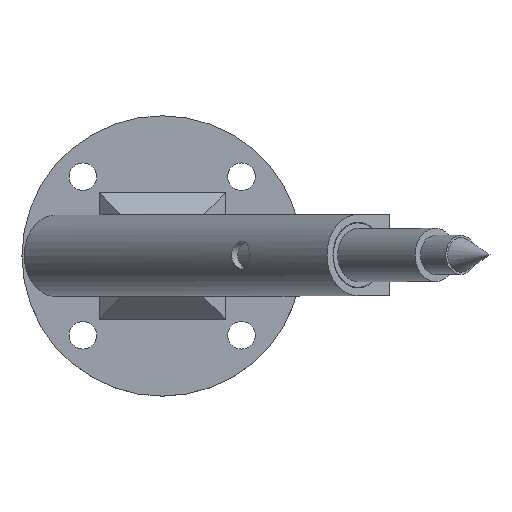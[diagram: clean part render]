
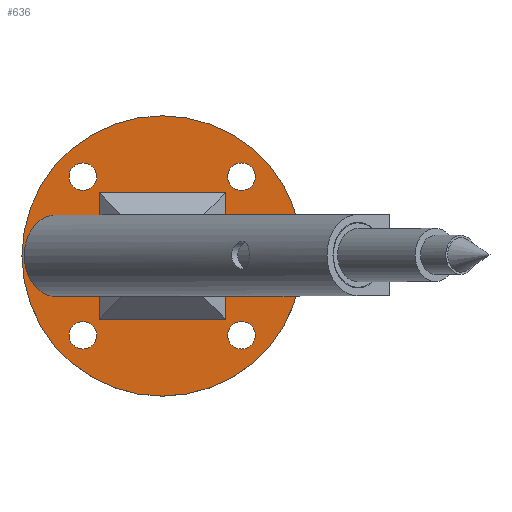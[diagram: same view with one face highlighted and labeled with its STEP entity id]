
A CAD part, top view. The second image highlights one B-rep face of the part: STEP entity #636.
In plain terms, the highlighted planar face has unit normal (0, 0, 1).
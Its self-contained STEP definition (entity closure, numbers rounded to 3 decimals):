
#29=FACE_BOUND('',#133,.T.);
#30=FACE_BOUND('',#134,.T.);
#31=FACE_BOUND('',#135,.T.);
#32=FACE_BOUND('',#136,.T.);
#33=FACE_BOUND('',#137,.T.);
#54=PLANE('',#712);
#93=FACE_OUTER_BOUND('',#132,.T.);
#132=EDGE_LOOP('',(#561,#562));
#133=EDGE_LOOP('',(#563));
#134=EDGE_LOOP('',(#564));
#135=EDGE_LOOP('',(#565));
#136=EDGE_LOOP('',(#566));
#137=EDGE_LOOP('',(#567,#568,#569,#570));
#173=CIRCLE('',#713,25.);
#174=CIRCLE('',#714,25.);
#175=CIRCLE('',#715,2.459);
#176=CIRCLE('',#716,2.459);
#177=CIRCLE('',#717,2.459);
#178=CIRCLE('',#718,2.459);
#218=LINE('',#1125,#261);
#220=LINE('',#1129,#263);
#222=LINE('',#1133,#265);
#224=LINE('',#1136,#267);
#261=VECTOR('',#855,10.);
#263=VECTOR('',#859,10.);
#265=VECTOR('',#863,10.);
#267=VECTOR('',#867,10.);
#321=VERTEX_POINT('',#1122);
#322=VERTEX_POINT('',#1124);
#323=VERTEX_POINT('',#1128);
#324=VERTEX_POINT('',#1132);
#325=VERTEX_POINT('',#1141);
#326=VERTEX_POINT('',#1142);
#327=VERTEX_POINT('',#1145);
#328=VERTEX_POINT('',#1147);
#329=VERTEX_POINT('',#1149);
#330=VERTEX_POINT('',#1151);
#401=EDGE_CURVE('',#321,#322,#218,.T.);
#403=EDGE_CURVE('',#323,#321,#220,.T.);
#405=EDGE_CURVE('',#324,#323,#222,.T.);
#407=EDGE_CURVE('',#322,#324,#224,.T.);
#410=EDGE_CURVE('',#325,#326,#173,.T.);
#411=EDGE_CURVE('',#326,#325,#174,.T.);
#412=EDGE_CURVE('',#327,#327,#175,.T.);
#413=EDGE_CURVE('',#328,#328,#176,.T.);
#414=EDGE_CURVE('',#329,#329,#177,.T.);
#415=EDGE_CURVE('',#330,#330,#178,.T.);
#561=ORIENTED_EDGE('',*,*,#410,.T.);
#562=ORIENTED_EDGE('',*,*,#411,.T.);
#563=ORIENTED_EDGE('',*,*,#412,.T.);
#564=ORIENTED_EDGE('',*,*,#413,.T.);
#565=ORIENTED_EDGE('',*,*,#414,.T.);
#566=ORIENTED_EDGE('',*,*,#415,.T.);
#567=ORIENTED_EDGE('',*,*,#401,.F.);
#568=ORIENTED_EDGE('',*,*,#403,.F.);
#569=ORIENTED_EDGE('',*,*,#405,.F.);
#570=ORIENTED_EDGE('',*,*,#407,.F.);
#636=ADVANCED_FACE('',(#93,#29,#30,#31,#32,#33),#54,.T.);
#712=AXIS2_PLACEMENT_3D('',#1140,#872,#873);
#713=AXIS2_PLACEMENT_3D('',#1143,#874,#875);
#714=AXIS2_PLACEMENT_3D('',#1144,#876,#877);
#715=AXIS2_PLACEMENT_3D('',#1146,#878,#879);
#716=AXIS2_PLACEMENT_3D('',#1148,#880,#881);
#717=AXIS2_PLACEMENT_3D('',#1150,#882,#883);
#718=AXIS2_PLACEMENT_3D('',#1152,#884,#885);
#855=DIRECTION('',(1.,0.,0.));
#859=DIRECTION('',(0.,-1.,0.));
#863=DIRECTION('',(-1.,0.,0.));
#867=DIRECTION('',(0.,1.,0.));
#872=DIRECTION('center_axis',(0.,0.,1.));
#873=DIRECTION('ref_axis',(1.,0.,0.));
#874=DIRECTION('center_axis',(0.,0.,1.));
#875=DIRECTION('ref_axis',(1.,0.,0.));
#876=DIRECTION('center_axis',(0.,0.,1.));
#877=DIRECTION('ref_axis',(1.,0.,0.));
#878=DIRECTION('center_axis',(0.,0.,-1.));
#879=DIRECTION('ref_axis',(1.,0.,0.));
#880=DIRECTION('center_axis',(0.,0.,-1.));
#881=DIRECTION('ref_axis',(1.,0.,0.));
#882=DIRECTION('center_axis',(0.,0.,-1.));
#883=DIRECTION('ref_axis',(1.,0.,0.));
#884=DIRECTION('center_axis',(0.,0.,-1.));
#885=DIRECTION('ref_axis',(1.,0.,0.));
#1122=CARTESIAN_POINT('',(-11.25,-11.25,5.));
#1124=CARTESIAN_POINT('',(11.25,-11.25,5.));
#1125=CARTESIAN_POINT('',(-3.625,-11.25,5.));
#1128=CARTESIAN_POINT('',(-11.25,11.25,5.));
#1129=CARTESIAN_POINT('',(-11.25,3.625,5.));
#1132=CARTESIAN_POINT('',(11.25,11.25,5.));
#1133=CARTESIAN_POINT('',(3.625,11.25,5.));
#1136=CARTESIAN_POINT('',(11.25,-3.625,5.));
#1140=CARTESIAN_POINT('Origin',(0.,0.,5.));
#1141=CARTESIAN_POINT('',(25.,0.,5.));
#1142=CARTESIAN_POINT('',(-25.,0.,5.));
#1143=CARTESIAN_POINT('Origin',(0.,0.,5.));
#1144=CARTESIAN_POINT('Origin',(0.,0.,5.));
#1145=CARTESIAN_POINT('',(-16.601,-14.142,5.));
#1146=CARTESIAN_POINT('Origin',(-14.142,-14.142,5.));
#1147=CARTESIAN_POINT('',(11.684,14.142,5.));
#1148=CARTESIAN_POINT('Origin',(14.142,14.142,5.));
#1149=CARTESIAN_POINT('',(-16.601,14.142,5.));
#1150=CARTESIAN_POINT('Origin',(-14.142,14.142,5.));
#1151=CARTESIAN_POINT('',(11.684,-14.142,5.));
#1152=CARTESIAN_POINT('Origin',(14.142,-14.142,5.));
